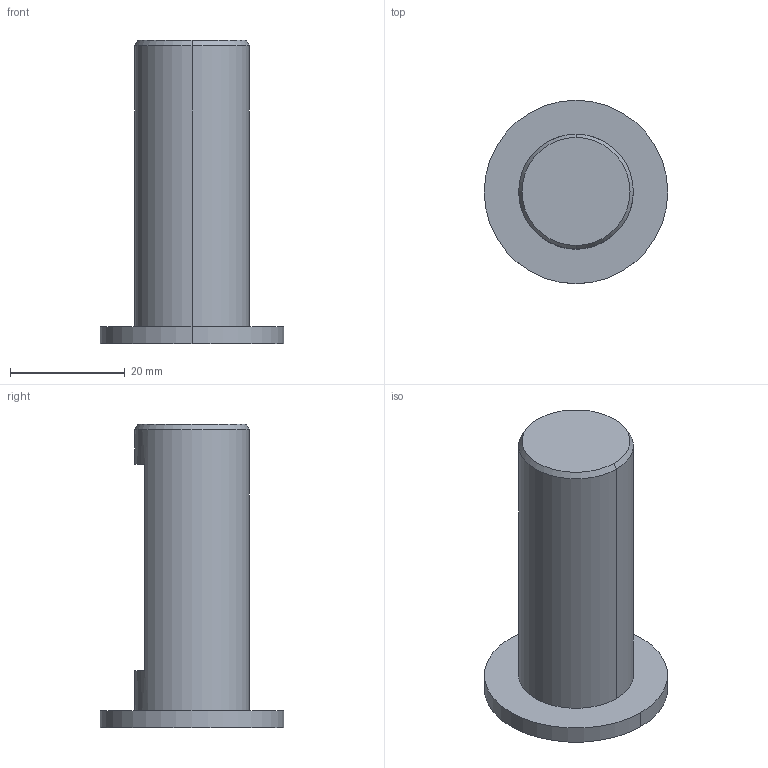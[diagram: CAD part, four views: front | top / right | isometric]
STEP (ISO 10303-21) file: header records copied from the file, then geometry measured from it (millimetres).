
FILE_DESCRIPTION(('no description'),'unknown implementation level');
FILE_NAME('solid1IHhPu_5h6EH9fIfsa9F_7k0CaQ_1.STP',' ',('CIM GmbH Aachen'),('CADClick - KiM GmbH - www.kimweb.de'),'unknown preprocess','ACIS','unknown authorization');
FILE_SCHEMA(('automotive_design'));
Length unit declared in the file: millimetre
Products named in the file (1): 1
Bounding box: 32 x 32 x 53 mm (x, y, z)
Volume: 17526.6 mm3; surface area: 5058 mm2
Topology: 1 solids, 1 shells, 30 faces, 74 edges, 48 vertices
Faces by surface type: cylinder 14, plane 12, cone 4
Entity records: 2013 total; most frequent: CARTESIAN_POINT 409, DIRECTION 160, STYLED_ITEM 153, PRESENTATION_STYLE_ASSIGNMENT 153, COLOUR_RGB 153, ORIENTED_EDGE 148, EDGE_CURVE 74, CURVE_STYLE 74
